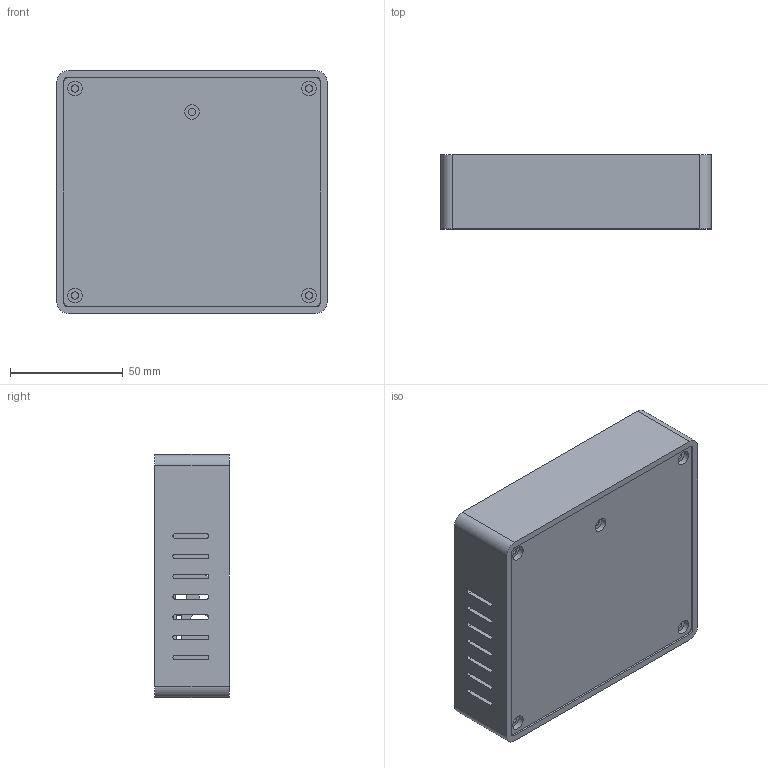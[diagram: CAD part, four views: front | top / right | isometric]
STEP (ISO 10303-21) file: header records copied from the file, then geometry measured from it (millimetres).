
FILE_DESCRIPTION(/* description */ (''),/* implementation_level */ '2;1');
FILE_NAME(/* name */ 'Polar Max Enclosure v105.step',/* time_stamp */ '2025-07-02T09:54:33+10:00',/* author */ (''),/* organization */ (''),/* preprocessor_version */ 'ST-DEVELOPER v20.1',/* originating_system */ 'Autodesk Translation Framework v14.10.0.0',/* authorisation */ '');
FILE_SCHEMA (('AUTOMOTIVE_DESIGN { 1 0 10303 214 3 1 1 }'));
Length unit declared in the file: millimetre
Products named in the file (3): Polar Max Enclosure; Top; Middle
Assembly tree (2 placements, depth 2):
  Polar Max Enclosure
    Top
    Middle
Bounding box: 120 x 33 x 108 mm (x, y, z)
Volume: 153196.7 mm3; surface area: 73720.9 mm2
Topology: 2 solids, 2 shells, 247 faces, 666 edges, 442 vertices
Faces by surface type: plane 145, cylinder 100, cone 2
Full cylindrical faces by diameter (mm): 3.2 x5, 3.4 x4, 4.8 x9, 6.5 x5, 8 x2, 9 x1, 12.5 x2
Entity records: 8002 total; most frequent: DIRECTION 1372, CARTESIAN_POINT 1368, ORIENTED_EDGE 1332, EDGE_CURVE 666, AXIS2_PLACEMENT_3D 458, LINE 456, VECTOR 456, VERTEX_POINT 442
